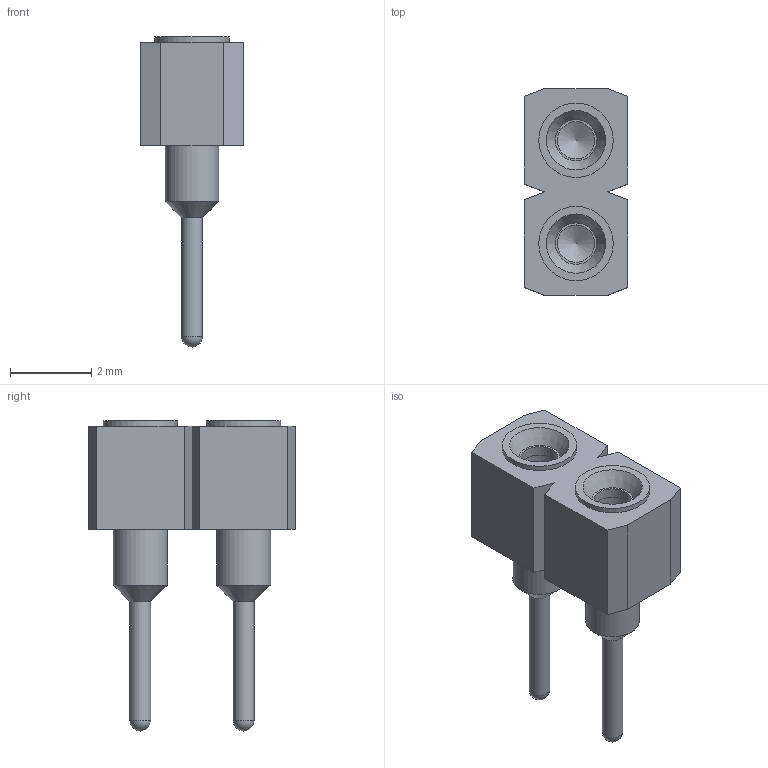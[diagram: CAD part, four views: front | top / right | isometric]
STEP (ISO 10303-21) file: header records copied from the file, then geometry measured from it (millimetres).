
FILE_DESCRIPTION(('FreeCAD Model'),'2;1');
FILE_NAME('_SS-102_socket_sp.step', '2019-02-19T12:25:41',('kicad StepUp'),('ksu MCAD'), 'Open CASCADE STEP processor 7.2','FreeCAD','Unknown');
FILE_SCHEMA(('AUTOMOTIVE_DESIGN { 1 0 10303 214 1 1 1 1 }'));
Length unit declared in the file: millimetre
Products named in the file (1): _SS-102_socket_sp
Bounding box: 2.54 x 5.08 x 7.62 mm (x, y, z)
Volume: 31.2 mm3; surface area: 121.1 mm2
Topology: 1 solids, 3 shells, 48 faces, 112 edges, 76 vertices
Faces by surface type: plane 26, cylinder 14, cone 6, sphere 2
Full cylindrical faces by diameter (mm): 0.508 x2, 0.914 x2, 1.016 x2, 1.321 x4, 1.829 x4
Entity records: 1711 total; most frequent: CARTESIAN_POINT 263, DIRECTION 228, ORIENTED_EDGE 216, EDGE_CURVE 108, AXIS2_PLACEMENT_3D 93, VERTEX_POINT 76, FACE_BOUND 62, EDGE_LOOP 62
